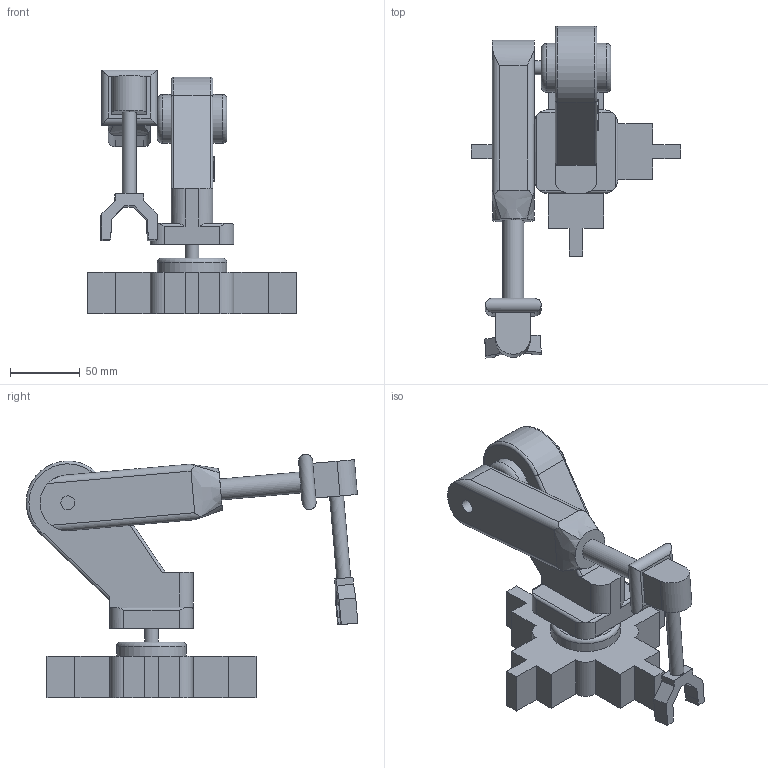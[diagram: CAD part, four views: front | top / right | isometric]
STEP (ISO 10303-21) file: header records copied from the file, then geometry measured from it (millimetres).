
FILE_DESCRIPTION(/* description */ (''),/* implementation_level */ '2;1');
FILE_NAME(/* name */ 'SRA ASSIGNMENT 1 vfinal.step',/* time_stamp */ '2024-01-29T23:07:37+05:30',/* author */ (''),/* organization */ (''),/* preprocessor_version */ 'ST-DEVELOPER v20',/* originating_system */ 'Autodesk Translation Framework v12.14.0.127',/* authorisation */ '');
FILE_SCHEMA (('AUTOMOTIVE_DESIGN { 1 0 10303 214 3 1 1 }'));
Length unit declared in the file: millimetre
Products named in the file (7): SRA   ASSIGNMENT 1; Component1; Component2; Component5; Component7; Component9; Component10
Assembly tree (6 placements, depth 2):
  SRA   ASSIGNMENT 1
    Component1
    Component2
    Component5
    Component7
    Component9
    Component10
Bounding box: 150 x 238.1 x 174.98 mm (x, y, z)
Volume: 732595.9 mm3; surface area: 111009.8 mm2
Topology: 6 solids, 6 shells, 348 faces, 943 edges, 628 vertices
Faces by surface type: plane 176, bspline 120, cylinder 47, torus 5
Full cylindrical faces by diameter (mm): 10 x7, 15 x2, 35 x2, 50 x1
Entity records: 12381 total; most frequent: CARTESIAN_POINT 4170, ORIENTED_EDGE 1886, DIRECTION 1258, EDGE_CURVE 943, VERTEX_POINT 628, LINE 602, VECTOR 602, EDGE_LOOP 369
